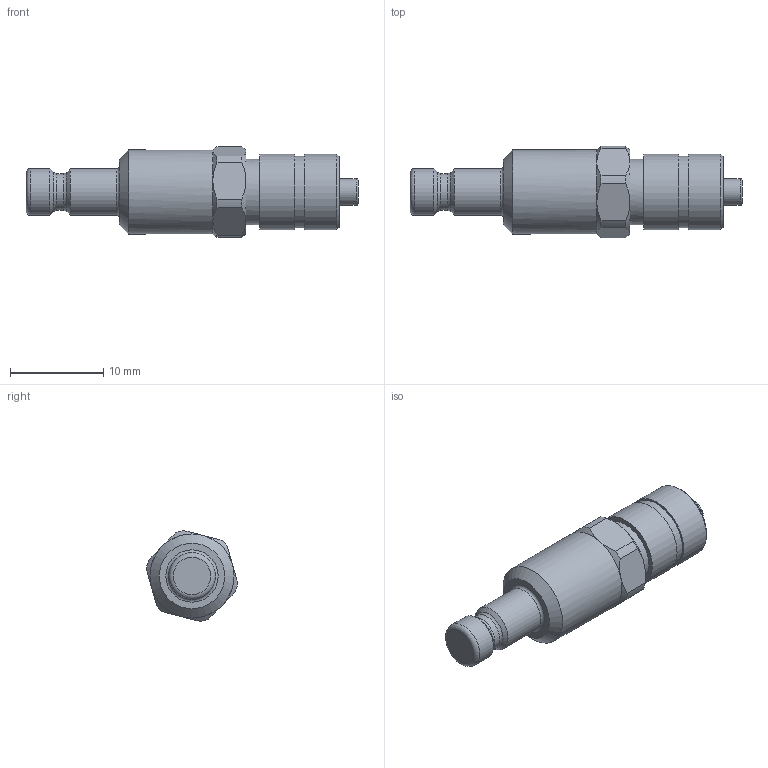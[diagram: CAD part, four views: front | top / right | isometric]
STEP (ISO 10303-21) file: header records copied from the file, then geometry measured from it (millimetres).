
FILE_DESCRIPTION((''),'2;1');
FILE_NAME('20sbko04rvx.stp','2014-05-15T08:45:04',('IA176480'),(''),'Autodesk Inventor 2013','Autodesk Inventor 2013','');
FILE_SCHEMA(('AUTOMOTIVE_DESIGN { 1 0 10303 214 1 1 1 1 }'));
Length unit declared in the file: millimetre
Products named in the file (1): D110518
Bounding box: 35.55 x 9.78 x 9.74 mm (x, y, z)
Volume: 1460.1 mm3; surface area: 1254.6 mm2
Topology: 1 solids, 3 shells, 72 faces, 149 edges, 89 vertices
Faces by surface type: cone 24, cylinder 22, plane 18, torus 8
Full cylindrical faces by diameter (mm): 2.85 x1, 3.5 x1, 3.95 x1, 4.25 x1, 5 x2, 6.5 x1, 6.8 x1, 7 x1, 7.3 x1, 7.46 x1, 7.7 x1, 8.1 x3, 9 x1
Entity records: 1733 total; most frequent: CARTESIAN_POINT 309, DIRECTION 298, ORIENTED_EDGE 212, AXIS2_PLACEMENT_3D 143, EDGE_LOOP 118, EDGE_CURVE 106, VERTEX_POINT 82, FACE_OUTER_BOUND 72
